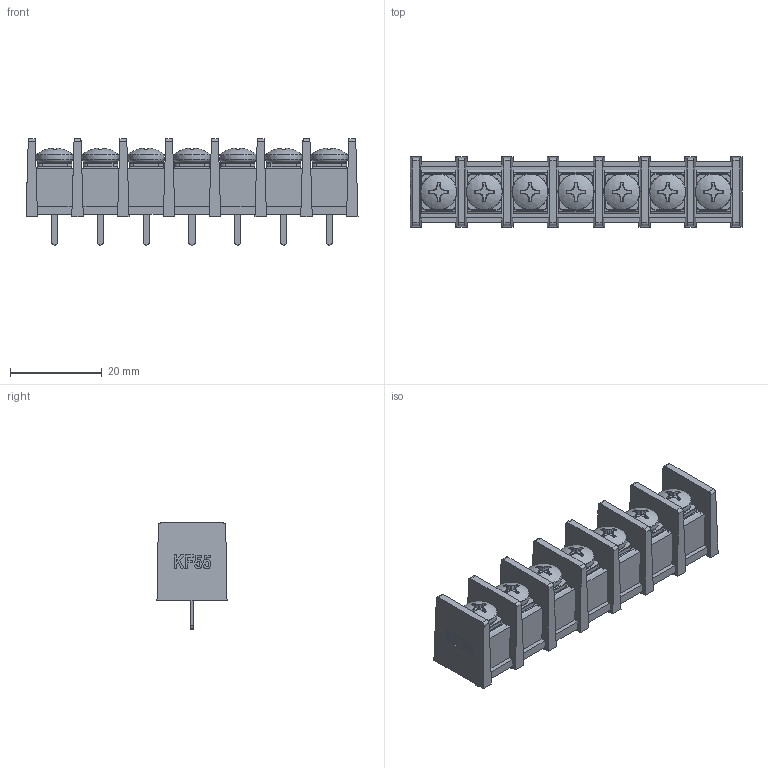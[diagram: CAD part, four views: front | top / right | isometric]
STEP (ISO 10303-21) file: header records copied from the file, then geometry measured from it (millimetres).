
FILE_DESCRIPTION(/* description */ (''),/* implementation_level */ '2;1');
FILE_NAME(/* name */ 'KF55C-10.0-07P.step',/* time_stamp */ '2025-04-17T15:06:20+03:00',/* author */ (''),/* organization */ (''),/* preprocessor_version */ 'ST-DEVELOPER v20.1',/* originating_system */ 'Autodesk Translation Framework v14.4.0.0',/* authorisation */ '');
FILE_SCHEMA (('AUTOMOTIVE_DESIGN { 1 0 10303 214 3 1 1 }'));
Length unit declared in the file: millimetre
Products named in the file (5): KF55C-10.0_parametric; Plastic; 92000A216_NO THREADS_Passivated 18-8 Stainless Steel Pan Head Phillip
s Screws; Washer; Pin
Assembly tree (22 placements, depth 2):
  KF55C-10.0_parametric
    Pin  x7
    Washer  x7
    92000A216_NO THREADS_Passivated 18-8 Stainless Steel Pan Head Phillip
s Screws  x7
    Plastic
Bounding box: 72.5 x 15.3 x 23.2 mm (x, y, z)
Volume: 13867 mm3; surface area: 11599.4 mm2
Topology: 34 solids, 34 shells, 808 faces, 2004 edges, 1287 vertices
Faces by surface type: plane 365, cylinder 226, bspline 91, torus 84, cone 35, sphere 7
Full cylindrical faces by diameter (mm): 3.8 x7, 4 x14
Entity records: 8710 total; most frequent: CARTESIAN_POINT 2490, ORIENTED_EDGE 1272, DIRECTION 1188, EDGE_CURVE 636, VERTEX_POINT 417, LINE 412, VECTOR 412, AXIS2_PLACEMENT_3D 388
